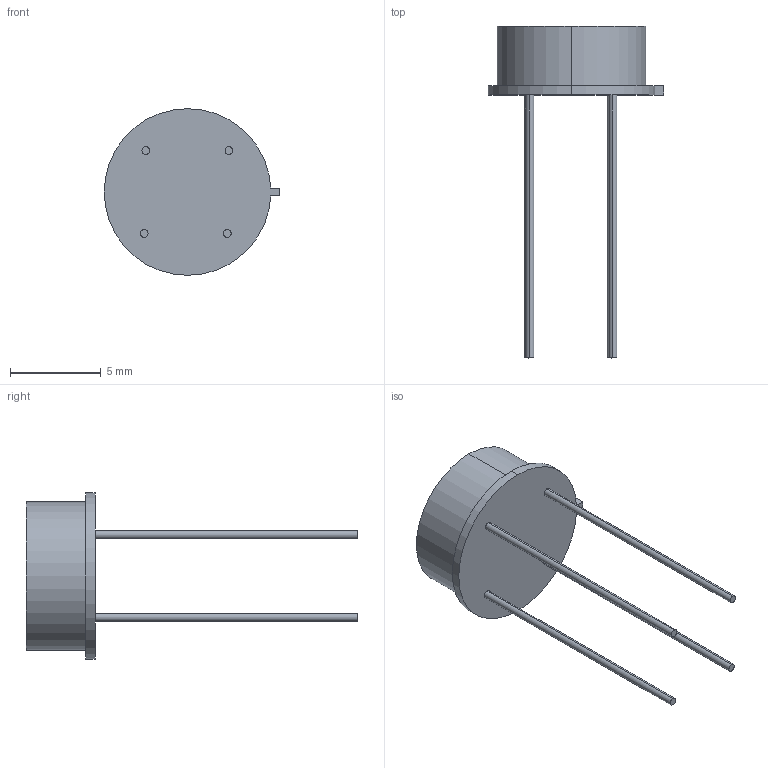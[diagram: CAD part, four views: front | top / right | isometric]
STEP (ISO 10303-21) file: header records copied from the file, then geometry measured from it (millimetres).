
FILE_DESCRIPTION (( 'STEP AP214' ), '1' );
FILE_NAME ('SF_QFCE_L9.19H18.3T3.8W9.19.STEP', '2021-08-03T22:38:26', ( '' ), ( '' ), 'SwSTEP 2.0', 'SolidWorks 2020', '' );
FILE_SCHEMA (( 'AUTOMOTIVE_DESIGN' ));
Length unit declared in the file: millimetre
Products named in the file (1): SF_QFCE_L9.19H18.3T3.8W9.19
Bounding box: 9.68 x 18.3 x 9.19 mm (x, y, z)
Volume: 215.7 mm3; surface area: 311.6 mm2
Topology: 1 solids, 1 shells, 82 faces, 213 edges, 142 vertices
Faces by surface type: plane 69, cylinder 13
Entity records: 3419 total; most frequent: CARTESIAN_POINT 438, ORIENTED_EDGE 426, DIRECTION 405, EDGE_CURVE 213, LINE 187, VECTOR 187, VERTEX_POINT 142, AXIS2_PLACEMENT_3D 109
